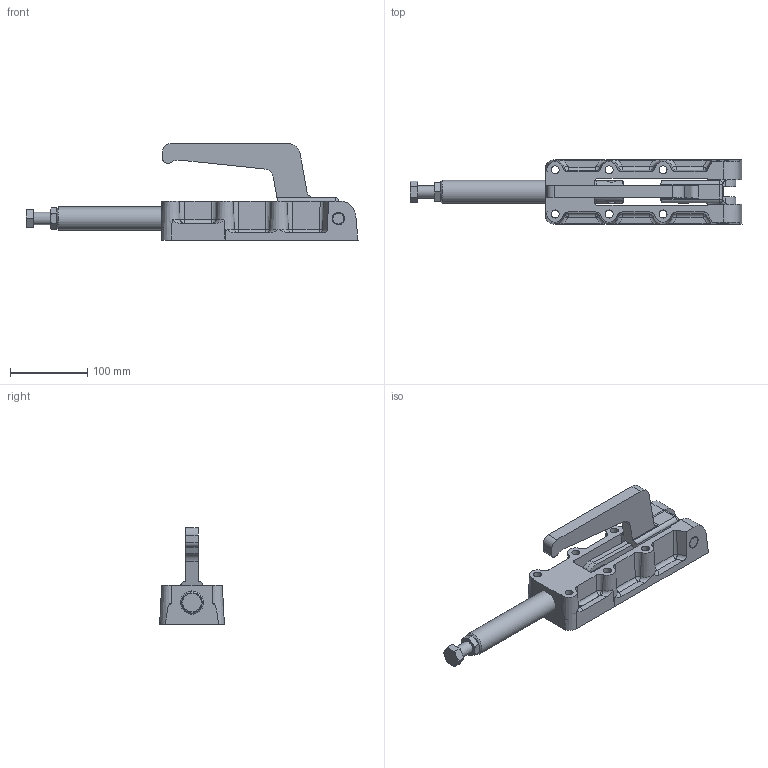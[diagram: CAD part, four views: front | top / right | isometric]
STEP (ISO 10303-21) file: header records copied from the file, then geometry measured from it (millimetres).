
FILE_DESCRIPTION(/* description */ ('Alibre Inc.'),/* implementation_level */ '2;1');
FILE_NAME(/* name */ 'export0',/* time_stamp */ '2012-02-17T12:25:07+01:00',/* author */ (''),/* organization */ (''),/* preprocessor_version */ 'ST-DEVELOPER v12',/* originating_system */ 'Alibre',/* authorisation */ '');
FILE_SCHEMA (('ALIBRE_SCHEMA','CONFIG_CONTROL_DESIGN'));
Length unit declared in the file: millimetre
Products named in the file (1): ID_1
Bounding box: 430.07 x 83.8 x 124.95 mm (x, y, z)
Volume: 872274.7 mm3; surface area: 201289.2 mm2
Topology: 13 solids, 13 shells, 240 faces, 608 edges, 388 vertices
Faces by surface type: plane 99, cylinder 69, cone 40, torus 26, bspline 4, sphere 2
Full cylindrical faces by diameter (mm): 10.4 x6, 12.5 x2, 12.7 x4, 12.75 x2, 14 x1, 15 x1, 15.855 x2, 15.9 x4, 16 x1, 18.974 x4, 19.202 x2, 29.55 x1, 29.97 x1, 30 x1
Entity records: 17083 total; most frequent: CARTESIAN_POINT 5908, ORIENTED_EDGE 2160, DIRECTION 1973, EDGE_CURVE 1080, AXIS2_PLACEMENT_3D 905, VERTEX_POINT 732, FACE_BOUND 656, EDGE_LOOP 654
